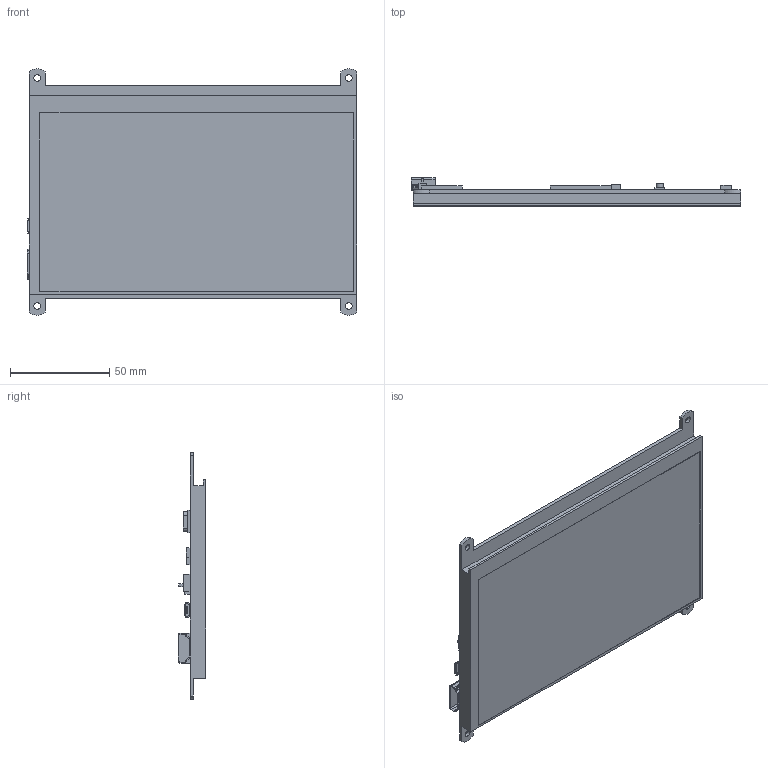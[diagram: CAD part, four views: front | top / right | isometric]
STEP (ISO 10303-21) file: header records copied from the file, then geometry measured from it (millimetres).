
FILE_DESCRIPTION((''),'2;1');
FILE_NAME('1118','2017-11-18T',('Administrator'),(''),'PRO/ENGINEER BY PARAMETRIC TECHNOLOGY CORPORATION, 2002350','PRO/ENGINEER BY PARAMETRIC TECHNOLOGY CORPORATION, 2002350','');
FILE_SCHEMA(('CONFIG_CONTROL_DESIGN'));
Length unit declared in the file: millimetre
Products named in the file (1): 1118
Bounding box: 166 x 14.1 x 124.11 mm (x, y, z)
Volume: 132005.1 mm3; surface area: 42493.6 mm2
Topology: 1 solids, 1 shells, 209 faces, 588 edges, 384 vertices
Faces by surface type: plane 166, cylinder 43
Entity records: 6812 total; most frequent: CARTESIAN_POINT 1294, ORIENTED_EDGE 1176, DIRECTION 1065, EDGE_CURVE 588, VECTOR 481, LINE 481, VERTEX_POINT 384, AXIS2_PLACEMENT_3D 292
